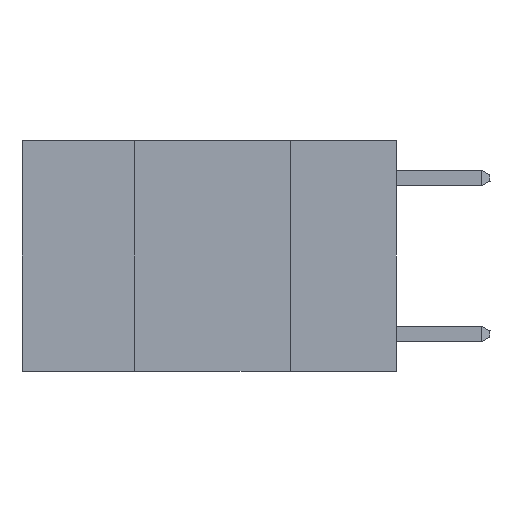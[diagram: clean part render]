
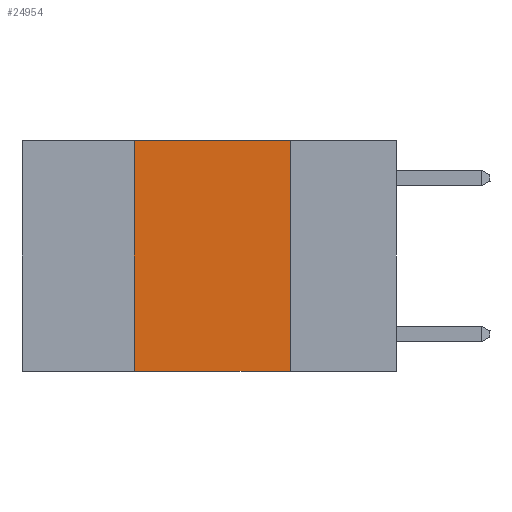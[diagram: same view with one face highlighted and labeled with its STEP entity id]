
A CAD part, left-side view. The second image highlights one B-rep face of the part: STEP entity #24954.
In plain terms, the highlighted planar face has unit normal (-1, 0, 0).
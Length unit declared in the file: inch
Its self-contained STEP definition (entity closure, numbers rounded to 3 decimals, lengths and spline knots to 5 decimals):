
#237 = LINE ( 'NONE', #19592, #23330 ) ;
#3503 = DIRECTION ( 'NONE',  ( 0., 0., -1. ) ) ;
#3826 = CARTESIAN_POINT ( 'NONE',  ( 0., 0.6, -0.37 ) ) ;
#4179 = CARTESIAN_POINT ( 'NONE',  ( 0., 0.42, -0.37 ) ) ;
#6180 = DIRECTION ( 'NONE',  ( 1., 0., 0. ) ) ;
#6289 = AXIS2_PLACEMENT_3D ( 'NONE', #16875, #6180, #28276 ) ;
#7492 = EDGE_LOOP ( 'NONE', ( #21147, #17909, #8780, #12138 ) ) ;
#7518 = VECTOR ( 'NONE', #22043, 39.37008 ) ;
#8649 = CARTESIAN_POINT ( 'NONE',  ( 0., 0.42, 0. ) ) ;
#8780 = ORIENTED_EDGE ( 'NONE', *, *, #22296, .F. ) ;
#10444 = VERTEX_POINT ( 'NONE', #19038 ) ;
#10529 = VECTOR ( 'NONE', #12632, 39.37008 ) ;
#10659 = PLANE ( 'NONE',  #6289 ) ;
#11187 = CARTESIAN_POINT ( 'NONE',  ( 0., 0.17, 0. ) ) ;
#12138 = ORIENTED_EDGE ( 'NONE', *, *, #17924, .T. ) ;
#12632 = DIRECTION ( 'NONE',  ( 0., -1., 0. ) ) ;
#12972 = DIRECTION ( 'NONE',  ( 0., -1., 0. ) ) ;
#15437 = EDGE_CURVE ( 'NONE', #24625, #25640, #237, .T. ) ;
#16875 = CARTESIAN_POINT ( 'NONE',  ( 0., 0.6, 0. ) ) ;
#17909 = ORIENTED_EDGE ( 'NONE', *, *, #15437, .F. ) ;
#17924 = EDGE_CURVE ( 'NONE', #23567, #10444, #23570, .T. ) ;
#18219 = CARTESIAN_POINT ( 'NONE',  ( 0., 0.42, 0. ) ) ;
#19038 = CARTESIAN_POINT ( 'NONE',  ( 0., 0.17, -0.37 ) ) ;
#19592 = CARTESIAN_POINT ( 'NONE',  ( 0., 0.6, 0. ) ) ;
#20019 = VECTOR ( 'NONE', #3503, 39.37008 ) ;
#21077 = EDGE_CURVE ( 'NONE', #25640, #10444, #23254, .T. ) ;
#21147 = ORIENTED_EDGE ( 'NONE', *, *, #21077, .F. ) ;
#22043 = DIRECTION ( 'NONE',  ( 0., 0., 1. ) ) ;
#22296 = EDGE_CURVE ( 'NONE', #23567, #24625, #26398, .T. ) ;
#23254 = LINE ( 'NONE', #27914, #20019 ) ;
#23330 = VECTOR ( 'NONE', #12972, 39.37008 ) ;
#23480 = FACE_OUTER_BOUND ( 'NONE', #7492, .T. ) ;
#23567 = VERTEX_POINT ( 'NONE', #4179 ) ;
#23570 = LINE ( 'NONE', #3826, #10529 ) ;
#24625 = VERTEX_POINT ( 'NONE', #18219 ) ;
#24954 = ADVANCED_FACE ( 'NONE', ( #23480 ), #10659, .F. ) ;
#25640 = VERTEX_POINT ( 'NONE', #11187 ) ;
#26398 = LINE ( 'NONE', #8649, #7518 ) ;
#27914 = CARTESIAN_POINT ( 'NONE',  ( 0., 0.17, 0. ) ) ;
#28276 = DIRECTION ( 'NONE',  ( 0., 0., -1. ) ) ;
